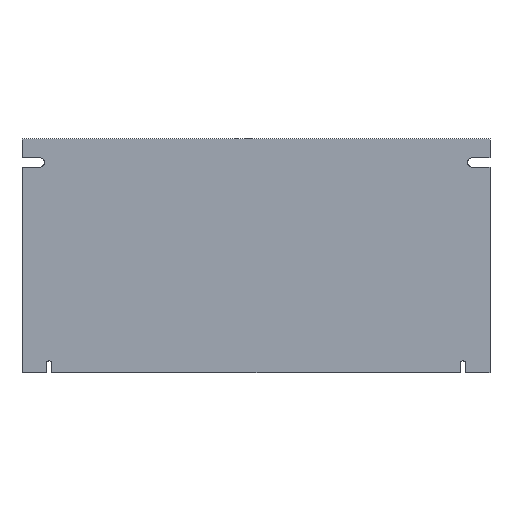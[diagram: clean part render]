
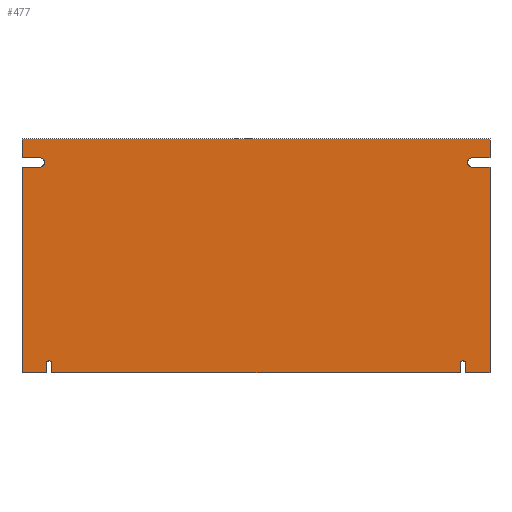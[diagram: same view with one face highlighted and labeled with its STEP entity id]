
A CAD part, front view. The second image highlights one B-rep face of the part: STEP entity #477.
In plain terms, the highlighted planar face has unit normal (0, -1, 0).
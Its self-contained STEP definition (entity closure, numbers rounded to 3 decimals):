
#76=CIRCLE('',#513,3.);
#77=CIRCLE('',#514,3.);
#78=CIRCLE('',#515,5.);
#79=CIRCLE('',#516,5.);
#112=ORIENTED_EDGE('',*,*,#230,.F.);
#113=ORIENTED_EDGE('',*,*,#207,.T.);
#114=ORIENTED_EDGE('',*,*,#213,.T.);
#115=ORIENTED_EDGE('',*,*,#231,.F.);
#116=ORIENTED_EDGE('',*,*,#232,.F.);
#117=ORIENTED_EDGE('',*,*,#233,.F.);
#118=ORIENTED_EDGE('',*,*,#218,.T.);
#119=ORIENTED_EDGE('',*,*,#234,.F.);
#120=ORIENTED_EDGE('',*,*,#235,.F.);
#121=ORIENTED_EDGE('',*,*,#236,.F.);
#122=ORIENTED_EDGE('',*,*,#222,.T.);
#123=ORIENTED_EDGE('',*,*,#224,.T.);
#124=ORIENTED_EDGE('',*,*,#237,.F.);
#125=ORIENTED_EDGE('',*,*,#238,.F.);
#126=ORIENTED_EDGE('',*,*,#239,.F.);
#127=ORIENTED_EDGE('',*,*,#229,.T.);
#128=ORIENTED_EDGE('',*,*,#240,.T.);
#129=ORIENTED_EDGE('',*,*,#209,.T.);
#130=ORIENTED_EDGE('',*,*,#241,.F.);
#131=ORIENTED_EDGE('',*,*,#242,.F.);
#207=EDGE_CURVE('',#265,#267,#307,.T.);
#209=EDGE_CURVE('',#270,#268,#309,.T.);
#213=EDGE_CURVE('',#267,#272,#313,.T.);
#218=EDGE_CURVE('',#275,#277,#318,.T.);
#222=EDGE_CURVE('',#279,#281,#322,.T.);
#224=EDGE_CURVE('',#281,#282,#324,.T.);
#229=EDGE_CURVE('',#285,#287,#329,.T.);
#230=EDGE_CURVE('',#265,#288,#330,.T.);
#231=EDGE_CURVE('',#289,#272,#331,.T.);
#232=EDGE_CURVE('',#290,#289,#76,.T.);
#233=EDGE_CURVE('',#275,#290,#332,.T.);
#234=EDGE_CURVE('',#291,#277,#333,.T.);
#235=EDGE_CURVE('',#292,#291,#77,.T.);
#236=EDGE_CURVE('',#279,#292,#334,.T.);
#237=EDGE_CURVE('',#293,#282,#335,.T.);
#238=EDGE_CURVE('',#294,#293,#78,.T.);
#239=EDGE_CURVE('',#285,#294,#336,.T.);
#240=EDGE_CURVE('',#287,#270,#337,.T.);
#241=EDGE_CURVE('',#295,#268,#338,.T.);
#242=EDGE_CURVE('',#288,#295,#79,.T.);
#265=VERTEX_POINT('',#701);
#267=VERTEX_POINT('',#705);
#268=VERTEX_POINT('',#709);
#270=VERTEX_POINT('',#712);
#272=VERTEX_POINT('',#718);
#275=VERTEX_POINT('',#725);
#277=VERTEX_POINT('',#729);
#279=VERTEX_POINT('',#734);
#281=VERTEX_POINT('',#738);
#282=VERTEX_POINT('',#742);
#285=VERTEX_POINT('',#749);
#287=VERTEX_POINT('',#753);
#288=VERTEX_POINT('',#757);
#289=VERTEX_POINT('',#759);
#290=VERTEX_POINT('',#761);
#291=VERTEX_POINT('',#764);
#292=VERTEX_POINT('',#766);
#293=VERTEX_POINT('',#769);
#294=VERTEX_POINT('',#771);
#295=VERTEX_POINT('',#775);
#307=LINE('',#706,#359);
#309=LINE('',#711,#361);
#313=LINE('',#720,#365);
#318=LINE('',#730,#370);
#322=LINE('',#739,#374);
#324=LINE('',#744,#376);
#329=LINE('',#754,#381);
#330=LINE('',#756,#382);
#331=LINE('',#758,#383);
#332=LINE('',#762,#384);
#333=LINE('',#763,#385);
#334=LINE('',#767,#386);
#335=LINE('',#768,#387);
#336=LINE('',#772,#388);
#337=LINE('',#773,#389);
#338=LINE('',#774,#390);
#359=VECTOR('',#558,1000.);
#361=VECTOR('',#562,1000.);
#365=VECTOR('',#568,1000.);
#370=VECTOR('',#575,1000.);
#374=VECTOR('',#581,1000.);
#376=VECTOR('',#585,1000.);
#381=VECTOR('',#592,1000.);
#382=VECTOR('',#595,1000.);
#383=VECTOR('',#596,1000.);
#384=VECTOR('',#599,1000.);
#385=VECTOR('',#600,1000.);
#386=VECTOR('',#603,1000.);
#387=VECTOR('',#604,1000.);
#388=VECTOR('',#607,1000.);
#389=VECTOR('',#608,1000.);
#390=VECTOR('',#609,1000.);
#415=EDGE_LOOP('',(#112,#113,#114,#115,#116,#117,#118,#119,#120,#121,#122,
#123,#124,#125,#126,#127,#128,#129,#130,#131));
#437=FACE_BOUND('',#415,.T.);
#459=PLANE('',#512);
#477=ADVANCED_FACE('',(#437),#459,.T.);
#512=AXIS2_PLACEMENT_3D('',#755,#593,#594);
#513=AXIS2_PLACEMENT_3D('',#760,#597,#598);
#514=AXIS2_PLACEMENT_3D('',#765,#601,#602);
#515=AXIS2_PLACEMENT_3D('',#770,#605,#606);
#516=AXIS2_PLACEMENT_3D('',#776,#610,#611);
#558=DIRECTION('',(0.,0.,-1.));
#562=DIRECTION('',(0.,0.,-1.));
#568=DIRECTION('',(1.,0.,0.));
#575=DIRECTION('',(1.,0.,0.));
#581=DIRECTION('',(1.,0.,0.));
#585=DIRECTION('',(0.,0.,1.));
#592=DIRECTION('',(0.,0.,1.));
#593=DIRECTION('',(0.,-1.,0.));
#594=DIRECTION('',(0.,0.,-1.));
#595=DIRECTION('',(1.,0.,0.));
#596=DIRECTION('',(0.,0.,-1.));
#597=DIRECTION('',(0.,-1.,0.));
#598=DIRECTION('',(0.,0.,-1.));
#599=DIRECTION('',(0.,0.,1.));
#600=DIRECTION('',(0.,0.,-1.));
#601=DIRECTION('',(0.,-1.,0.));
#602=DIRECTION('',(0.,0.,-1.));
#603=DIRECTION('',(0.,0.,1.));
#604=DIRECTION('',(1.,0.,0.));
#605=DIRECTION('',(0.,-1.,0.));
#606=DIRECTION('',(0.,0.,-1.));
#607=DIRECTION('',(-1.,0.,0.));
#608=DIRECTION('',(-1.,0.,0.));
#609=DIRECTION('',(-1.,0.,0.));
#610=DIRECTION('',(0.,-1.,0.));
#611=DIRECTION('',(0.,0.,-1.));
#701=CARTESIAN_POINT('',(0.,-2.,220.));
#705=CARTESIAN_POINT('',(0.,-2.,0.));
#706=CARTESIAN_POINT('',(0.,-2.,250.));
#709=CARTESIAN_POINT('',(0.,-2.,230.));
#711=CARTESIAN_POINT('',(0.,-2.,250.));
#712=CARTESIAN_POINT('',(0.,-2.,250.));
#718=CARTESIAN_POINT('',(26.,-2.,0.));
#720=CARTESIAN_POINT('',(0.,-2.,0.));
#725=CARTESIAN_POINT('',(32.,-2.,0.));
#729=CARTESIAN_POINT('',(468.,-2.,0.));
#730=CARTESIAN_POINT('',(0.,-2.,0.));
#734=CARTESIAN_POINT('',(474.,-2.,0.));
#738=CARTESIAN_POINT('',(500.,-2.,0.));
#739=CARTESIAN_POINT('',(0.,-2.,0.));
#742=CARTESIAN_POINT('',(500.,-2.,220.));
#744=CARTESIAN_POINT('',(500.,-2.,0.));
#749=CARTESIAN_POINT('',(500.,-2.,230.));
#753=CARTESIAN_POINT('',(500.,-2.,250.));
#754=CARTESIAN_POINT('',(500.,-2.,0.));
#755=CARTESIAN_POINT('',(0.,-2.,0.));
#756=CARTESIAN_POINT('',(-11.,-2.,220.));
#757=CARTESIAN_POINT('',(19.,-2.,220.));
#758=CARTESIAN_POINT('',(26.,-2.,10.));
#759=CARTESIAN_POINT('',(26.,-2.,10.));
#760=CARTESIAN_POINT('',(29.,-2.,10.));
#761=CARTESIAN_POINT('',(32.,-2.,10.));
#762=CARTESIAN_POINT('',(32.,-2.,-10.));
#763=CARTESIAN_POINT('',(468.,-2.,10.));
#764=CARTESIAN_POINT('',(468.,-2.,10.));
#765=CARTESIAN_POINT('',(471.,-2.,10.));
#766=CARTESIAN_POINT('',(474.,-2.,10.));
#767=CARTESIAN_POINT('',(474.,-2.,-10.));
#768=CARTESIAN_POINT('',(481.,-2.,220.));
#769=CARTESIAN_POINT('',(481.,-2.,220.));
#770=CARTESIAN_POINT('',(481.,-2.,225.));
#771=CARTESIAN_POINT('',(481.,-2.,230.));
#772=CARTESIAN_POINT('',(511.,-2.,230.));
#773=CARTESIAN_POINT('',(500.,-2.,250.));
#774=CARTESIAN_POINT('',(19.,-2.,230.));
#775=CARTESIAN_POINT('',(19.,-2.,230.));
#776=CARTESIAN_POINT('',(19.,-2.,225.));
